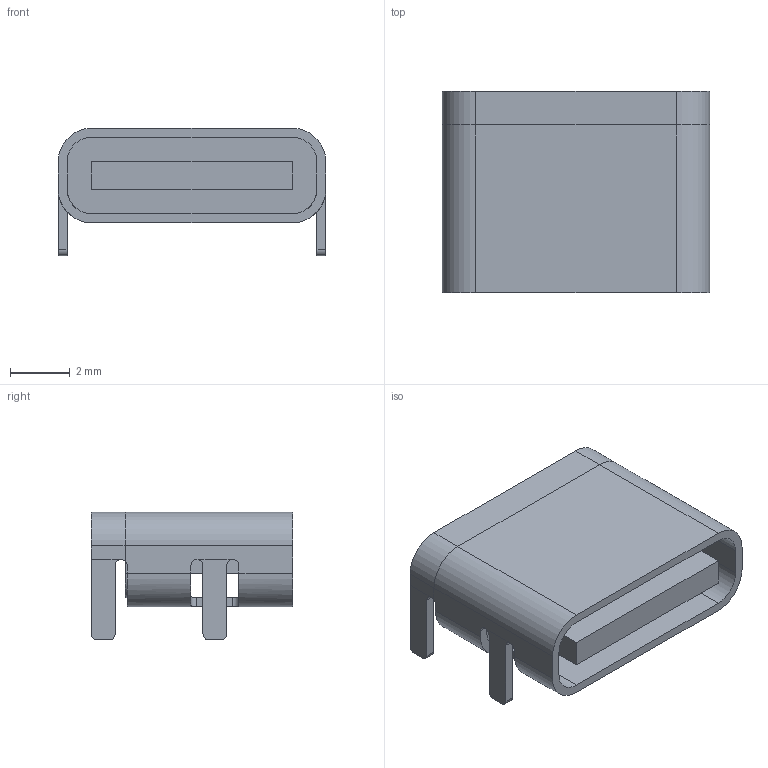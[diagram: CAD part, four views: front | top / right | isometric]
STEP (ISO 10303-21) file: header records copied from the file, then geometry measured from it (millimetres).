
FILE_DESCRIPTION(('FreeCAD Model'),'2;1');
FILE_NAME( 'UJC-HP-3-SMT.step', '2020-09-09T01:52:53',('Author'),(''), 'Open CASCADE STEP processor 7.3','FreeCAD','Unknown');
FILE_SCHEMA(('AUTOMOTIVE_DESIGN { 1 0 10303 214 1 1 1 1 }'));
Length unit declared in the file: millimetre
Products named in the file (2): Internal; Shell
Bounding box: 8.94 x 6.73 x 4.26 mm (x, y, z)
Volume: 103.5 mm3; surface area: 427.3 mm2
Topology: 2 solids, 2 shells, 100 faces, 288 edges, 188 vertices
Faces by surface type: plane 60, cylinder 40
Entity records: 7248 total; most frequent: CARTESIAN_POINT 1865, DIRECTION 902, ORIENTED_EDGE 576, PCURVE 576, DEFINITIONAL_REPRESENTATION 576, LINE 512, VECTOR 512, EDGE_CURVE 288
